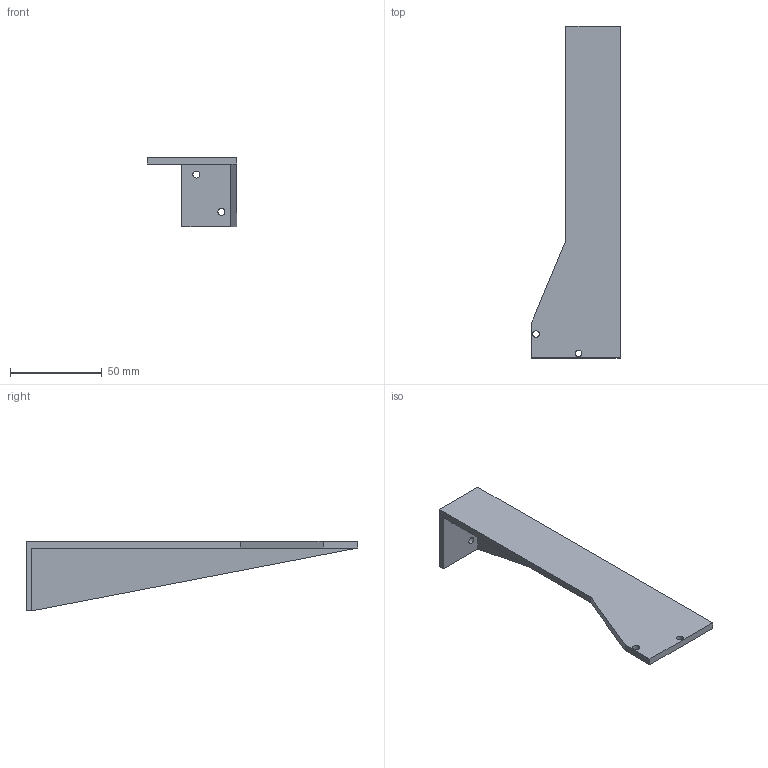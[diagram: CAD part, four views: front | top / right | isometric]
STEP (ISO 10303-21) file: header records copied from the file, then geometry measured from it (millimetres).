
FILE_DESCRIPTION(/* description */ (''),/* implementation_level */ '2;1');
FILE_NAME(/* name */ 'LimitSwitchBottomV1.stp',/* time_stamp */ '2025-05-07T22:29:54-05:00',/* author */ ('dpseu'),/* organization */ (''),/* preprocessor_version */ 'ST-DEVELOPER v20',/* originating_system */ 'Autodesk Inventor 2025',/* authorisation */ '');
FILE_SCHEMA (('AUTOMOTIVE_DESIGN { 1 0 10303 214 3 1 1 }'));
Length unit declared in the file: inch
Products named in the file (1): LimitSwitchBottomV3
Bounding box: 48.53 x 180.97 x 38.1 mm (x, y, z)
Volume: 36289.1 mm3; surface area: 22371.7 mm2
Topology: 1 solids, 1 shells, 16 faces, 40 edges, 26 vertices
Faces by surface type: plane 12, cylinder 4
Full cylindrical faces by diameter (mm): 3.607 x2, 3.81 x2
Entity records: 537 total; most frequent: CARTESIAN_POINT 83, DIRECTION 82, ORIENTED_EDGE 80, EDGE_CURVE 40, LINE 32, VECTOR 32, VERTEX_POINT 26, AXIS2_PLACEMENT_3D 25
